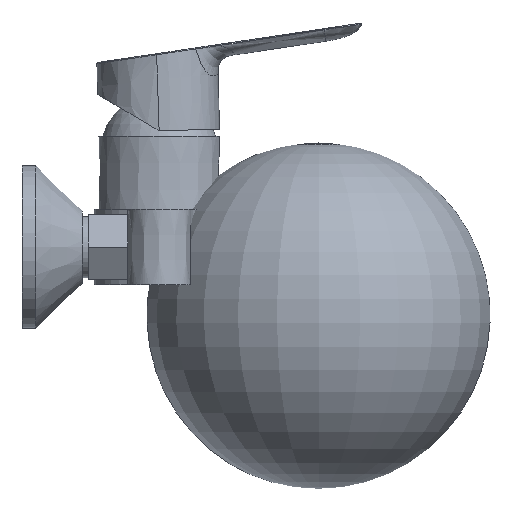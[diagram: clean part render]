
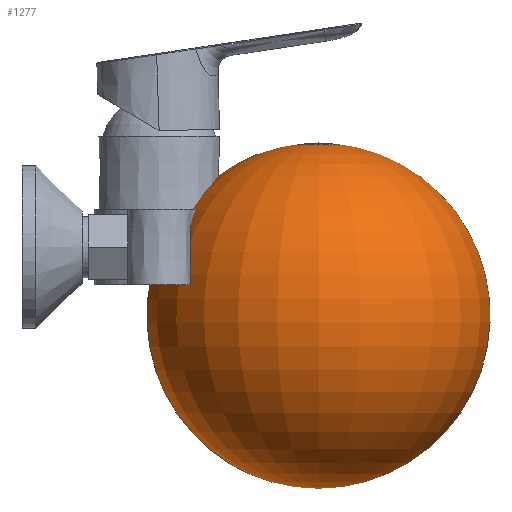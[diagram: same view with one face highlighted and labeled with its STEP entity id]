
A CAD part, front view. The second image highlights one B-rep face of the part: STEP entity #1277.
In plain terms, the highlighted toroidal (fillet/blend) face has major radius 0 mm and minor radius 74.395 mm.
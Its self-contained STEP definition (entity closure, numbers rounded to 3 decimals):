
#265=VERTEX_LOOP('',#882);
#266=DEGENERATE_TOROIDAL_SURFACE('',#1502,0.,74.395,
 .T.);
#373=ORIENTED_EDGE('',*,*,#695,.F.);
#695=EDGE_CURVE('',#881,#881,#1011,.T.);
#881=VERTEX_POINT('',#1829);
#882=VERTEX_POINT('',#1830);
#1011=CIRCLE('',#1503,9.);
#1046=EDGE_LOOP('',(#373));
#1149=FACE_BOUND('',#1046,.T.);
#1150=FACE_BOUND('',#265,.T.);
#1277=ADVANCED_FACE('',(#1149,#1150),#266,.T.);
#1502=AXIS2_PLACEMENT_3D('',#1827,#1619,#1620);
#1503=AXIS2_PLACEMENT_3D('',#1828,#1621,#1622);
#1619=DIRECTION('',(0.,0.,-1.));
#1620=DIRECTION('',(0.,-1.,0.));
#1621=DIRECTION('',(0.,0.,-1.));
#1622=DIRECTION('',(0.,-1.,0.));
#1827=CARTESIAN_POINT('',(82.082,0.,-29.571));
#1828=CARTESIAN_POINT('',(82.082,0.,44.277));
#1829=CARTESIAN_POINT('',(82.082,-9.,44.277));
#1830=CARTESIAN_POINT('',(82.082,0.,44.824));
